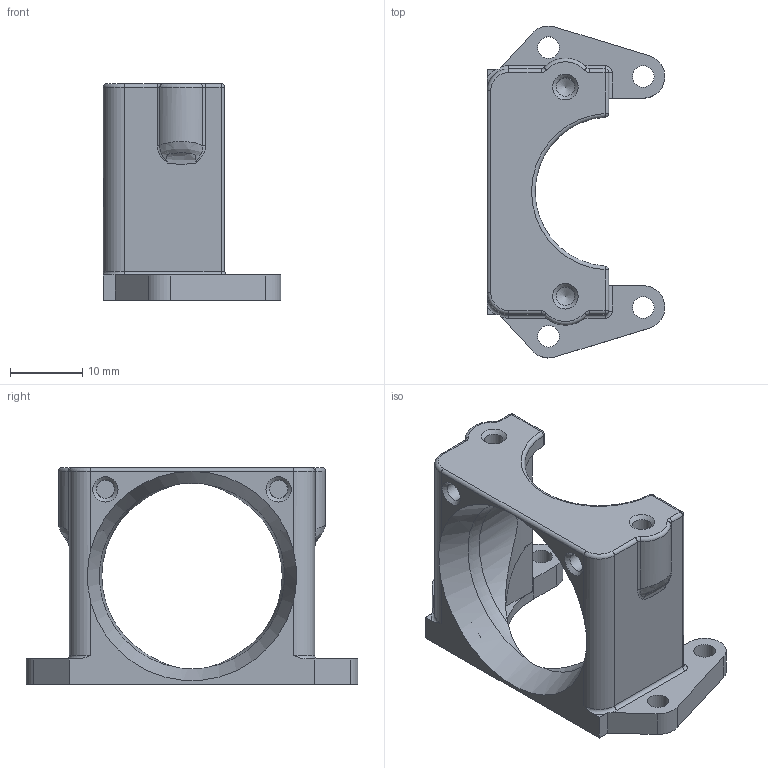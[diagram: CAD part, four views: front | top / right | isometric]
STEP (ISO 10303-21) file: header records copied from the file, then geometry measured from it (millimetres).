
FILE_DESCRIPTION(/* description */ (''),/* implementation_level */ '2;1');
FILE_NAME(/* name */ 'K8800-NMA.stp',/* time_stamp */ '2017-11-30T09:48:36+01:00',/* author */ ('jange'),/* organization */ (''),/* preprocessor_version */ 'ST-DEVELOPER v17',/* originating_system */ 'Autodesk Inventor 2018',/* authorisation */ '');
FILE_SCHEMA (('AUTOMOTIVE_DESIGN { 1 0 10303 214 3 1 1 }'));
Length unit declared in the file: millimetre
Products named in the file (1): EXTRUDER HINGE 1
Bounding box: 24.63 x 46 x 30 mm (x, y, z)
Volume: 6344.5 mm3; surface area: 5178.3 mm2
Topology: 1 solids, 1 shells, 135 faces, 351 edges, 216 vertices
Faces by surface type: plane 48, cylinder 45, bspline 16, torus 15, cone 7, sphere 4
Full cylindrical faces by diameter (mm): 2.5 x2, 2.55 x2, 3 x4
Entity records: 5451 total; most frequent: CARTESIAN_POINT 2205, ORIENTED_EDGE 694, DIRECTION 641, EDGE_CURVE 347, AXIS2_PLACEMENT_3D 245, VERTEX_POINT 216, LINE 151, VECTOR 151
